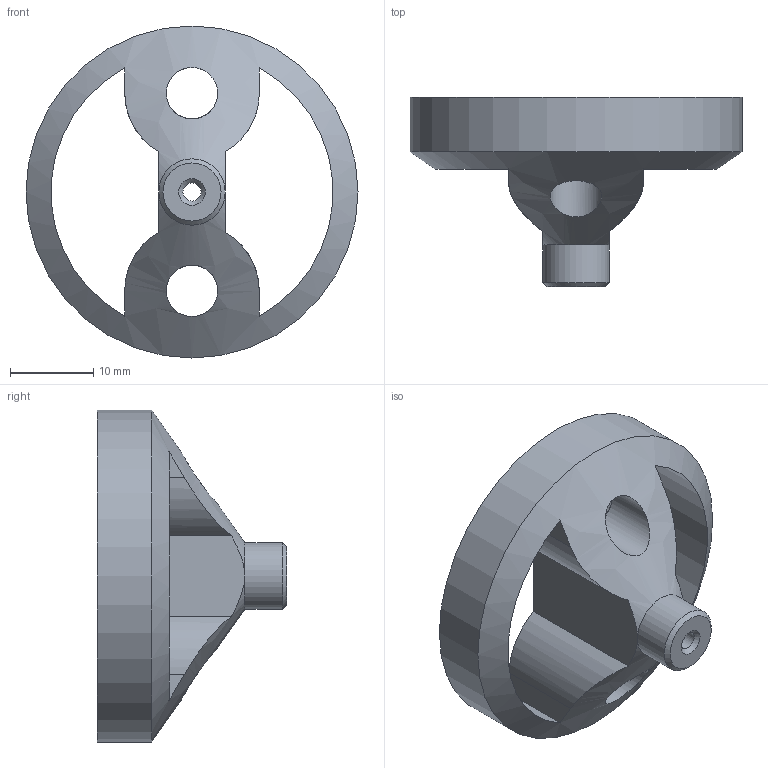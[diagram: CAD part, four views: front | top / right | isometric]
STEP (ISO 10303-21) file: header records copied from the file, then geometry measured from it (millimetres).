
FILE_DESCRIPTION(/* description */ (''),/* implementation_level */ '2;1');
FILE_NAME(/* name */ 'MagnetHolder.step',/* time_stamp */ '2020-10-02T12:33:41+02:00',/* author */ (''),/* organization */ (''),/* preprocessor_version */ 'ST-DEVELOPER v18.1',/* originating_system */ 'Autodesk Translation Framework v9.3.0.1241',/* authorisation */ '');
FILE_SCHEMA (('AUTOMOTIVE_DESIGN { 1 0 10303 214 3 1 1 }'));
Length unit declared in the file: millimetre
Products named in the file (1): MagnetHolder
Bounding box: 40 x 22.81 x 40 mm (x, y, z)
Volume: 7017.5 mm3; surface area: 4746.2 mm2
Topology: 1 solids, 1 shells, 26 faces, 75 edges, 48 vertices
Faces by surface type: cylinder 13, plane 8, cone 5
Full cylindrical faces by diameter (mm): 2.2 x1, 6.2 x2, 8 x1, 10.2 x2, 40 x1
Entity records: 1002 total; most frequent: CARTESIAN_POINT 286, ORIENTED_EDGE 150, DIRECTION 137, EDGE_CURVE 75, AXIS2_PLACEMENT_3D 53, VERTEX_POINT 48, EDGE_LOOP 33, LINE 31
